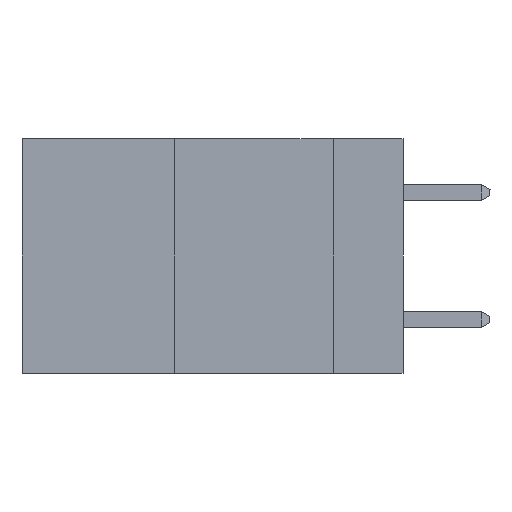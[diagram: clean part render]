
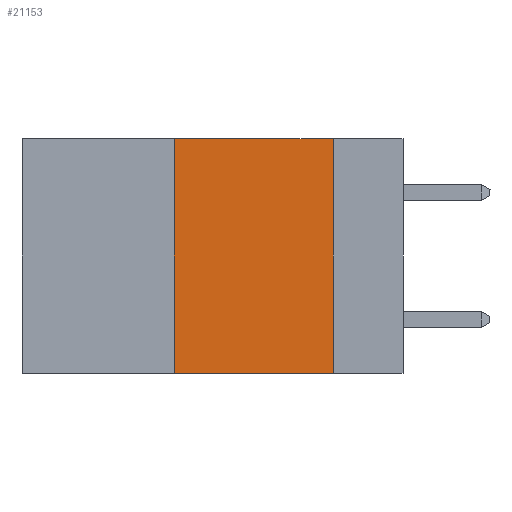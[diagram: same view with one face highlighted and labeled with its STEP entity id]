
A CAD part, left-side view. The second image highlights one B-rep face of the part: STEP entity #21153.
In plain terms, the highlighted planar face has unit normal (-1, 0, 0).
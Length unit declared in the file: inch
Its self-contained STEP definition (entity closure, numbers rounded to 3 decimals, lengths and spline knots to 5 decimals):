
#229 = VECTOR ( 'NONE', #38821, 39.37008 ) ;
#753 = VERTEX_POINT ( 'NONE', #28283 ) ;
#1051 = CARTESIAN_POINT ( 'NONE',  ( 0., 0.11, -0.37 ) ) ;
#2111 = DIRECTION ( 'NONE',  ( 1., 0., 0. ) ) ;
#2518 = AXIS2_PLACEMENT_3D ( 'NONE', #8606, #2111, #25087 ) ;
#4597 = VECTOR ( 'NONE', #33182, 39.37008 ) ;
#4799 = EDGE_LOOP ( 'NONE', ( #38679, #32123, #17911, #35181 ) ) ;
#5665 = FACE_OUTER_BOUND ( 'NONE', #4799, .T. ) ;
#5804 = LINE ( 'NONE', #11511, #12511 ) ;
#8606 = CARTESIAN_POINT ( 'NONE',  ( 0., 0.6, 0. ) ) ;
#9559 = EDGE_CURVE ( 'NONE', #23139, #753, #22073, .T. ) ;
#11511 = CARTESIAN_POINT ( 'NONE',  ( 0., 0.11, 0. ) ) ;
#12233 = VERTEX_POINT ( 'NONE', #1051 ) ;
#12511 = VECTOR ( 'NONE', #37555, 39.37008 ) ;
#15436 = CARTESIAN_POINT ( 'NONE',  ( 0., 0.36, 0. ) ) ;
#15662 = DIRECTION ( 'NONE',  ( 0., -1., 0. ) ) ;
#17758 = LINE ( 'NONE', #22682, #229 ) ;
#17911 = ORIENTED_EDGE ( 'NONE', *, *, #20690, .F. ) ;
#18432 = VERTEX_POINT ( 'NONE', #22703 ) ;
#18970 = EDGE_CURVE ( 'NONE', #18432, #12233, #31563, .T. ) ;
#19896 = VECTOR ( 'NONE', #15662, 39.37008 ) ;
#20690 = EDGE_CURVE ( 'NONE', #18432, #23139, #17758, .T. ) ;
#21153 = ADVANCED_FACE ( 'NONE', ( #5665 ), #37944, .F. ) ;
#22073 = LINE ( 'NONE', #26792, #4597 ) ;
#22682 = CARTESIAN_POINT ( 'NONE',  ( 0., 0.36, 0. ) ) ;
#22703 = CARTESIAN_POINT ( 'NONE',  ( 0., 0.36, -0.37 ) ) ;
#23139 = VERTEX_POINT ( 'NONE', #15436 ) ;
#25087 = DIRECTION ( 'NONE',  ( 0., 0., -1. ) ) ;
#26792 = CARTESIAN_POINT ( 'NONE',  ( 0., 0.6, 0. ) ) ;
#28283 = CARTESIAN_POINT ( 'NONE',  ( 0., 0.11, 0. ) ) ;
#31563 = LINE ( 'NONE', #31888, #19896 ) ;
#31888 = CARTESIAN_POINT ( 'NONE',  ( 0., 0.6, -0.37 ) ) ;
#32123 = ORIENTED_EDGE ( 'NONE', *, *, #9559, .F. ) ;
#33182 = DIRECTION ( 'NONE',  ( 0., -1., 0. ) ) ;
#35181 = ORIENTED_EDGE ( 'NONE', *, *, #18970, .T. ) ;
#37555 = DIRECTION ( 'NONE',  ( 0., 0., -1. ) ) ;
#37944 = PLANE ( 'NONE',  #2518 ) ;
#38679 = ORIENTED_EDGE ( 'NONE', *, *, #40916, .F. ) ;
#38821 = DIRECTION ( 'NONE',  ( 0., 0., 1. ) ) ;
#40916 = EDGE_CURVE ( 'NONE', #753, #12233, #5804, .T. ) ;
